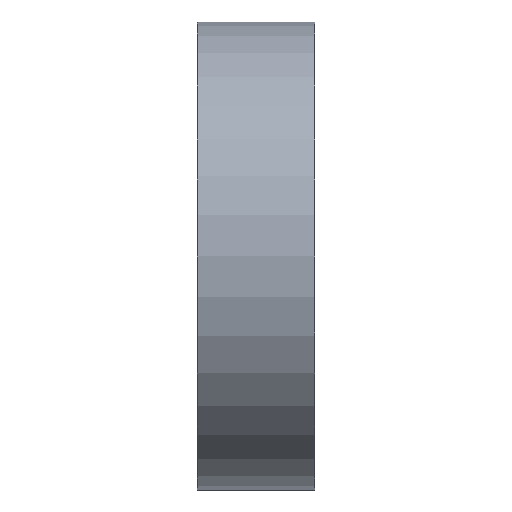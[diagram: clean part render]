
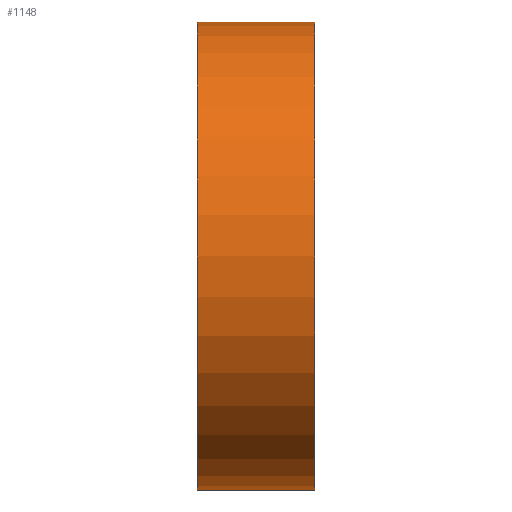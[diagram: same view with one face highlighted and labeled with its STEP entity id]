
A CAD part, left-side view. The second image highlights one B-rep face of the part: STEP entity #1148.
In plain terms, the highlighted cylindrical face has radius 25.4 mm (diameter 50.8 mm), a full revolution.
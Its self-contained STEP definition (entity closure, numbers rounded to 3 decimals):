
#54=FACE_OUTER_BOUND('',#111,.T.);
#111=EDGE_LOOP('',(#737,#738,#739,#740,#741,#742));
#188=LINE('',#1772,#279);
#279=VECTOR('',#1408,25.4);
#370=CIRCLE('',#1238,25.4);
#371=CIRCLE('',#1239,25.4);
#372=CIRCLE('',#1240,25.4);
#373=CIRCLE('',#1241,25.4);
#458=VERTEX_POINT('',#1767);
#459=VERTEX_POINT('',#1768);
#460=VERTEX_POINT('',#1771);
#461=VERTEX_POINT('',#1773);
#570=EDGE_CURVE('',#458,#459,#370,.T.);
#571=EDGE_CURVE('',#459,#458,#371,.T.);
#572=EDGE_CURVE('',#459,#460,#188,.T.);
#573=EDGE_CURVE('',#460,#461,#372,.T.);
#574=EDGE_CURVE('',#461,#460,#373,.T.);
#737=ORIENTED_EDGE('',*,*,#570,.F.);
#738=ORIENTED_EDGE('',*,*,#571,.F.);
#739=ORIENTED_EDGE('',*,*,#572,.T.);
#740=ORIENTED_EDGE('',*,*,#573,.T.);
#741=ORIENTED_EDGE('',*,*,#574,.T.);
#742=ORIENTED_EDGE('',*,*,#572,.F.);
#1053=CYLINDRICAL_SURFACE('',#1237,25.4);
#1148=ADVANCED_FACE('',(#54),#1053,.T.);
#1237=AXIS2_PLACEMENT_3D('',#1766,#1402,#1403);
#1238=AXIS2_PLACEMENT_3D('',#1769,#1404,#1405);
#1239=AXIS2_PLACEMENT_3D('',#1770,#1406,#1407);
#1240=AXIS2_PLACEMENT_3D('',#1774,#1409,#1410);
#1241=AXIS2_PLACEMENT_3D('',#1775,#1411,#1412);
#1402=DIRECTION('center_axis',(0.,1.,0.));
#1403=DIRECTION('ref_axis',(0.,0.,1.));
#1404=DIRECTION('center_axis',(0.,-1.,0.));
#1405=DIRECTION('ref_axis',(0.,0.,-1.));
#1406=DIRECTION('center_axis',(0.,-1.,0.));
#1407=DIRECTION('ref_axis',(0.,0.,-1.));
#1408=DIRECTION('',(0.,1.,0.));
#1409=DIRECTION('center_axis',(0.,-1.,0.));
#1410=DIRECTION('ref_axis',(0.,0.,-1.));
#1411=DIRECTION('center_axis',(0.,-1.,0.));
#1412=DIRECTION('ref_axis',(0.,0.,-1.));
#1766=CARTESIAN_POINT('Origin',(0.,6.35,0.));
#1767=CARTESIAN_POINT('',(0.,-6.35,25.4));
#1768=CARTESIAN_POINT('',(0.,-6.35,-25.4));
#1769=CARTESIAN_POINT('Origin',(0.,-6.35,0.));
#1770=CARTESIAN_POINT('Origin',(0.,-6.35,0.));
#1771=CARTESIAN_POINT('',(0.,6.35,-25.4));
#1772=CARTESIAN_POINT('',(0.,6.35,-25.4));
#1773=CARTESIAN_POINT('',(0.,6.35,25.4));
#1774=CARTESIAN_POINT('Origin',(0.,6.35,0.));
#1775=CARTESIAN_POINT('Origin',(0.,6.35,0.));
